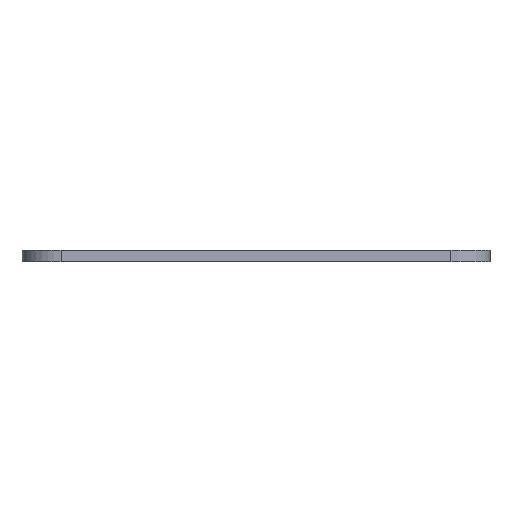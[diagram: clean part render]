
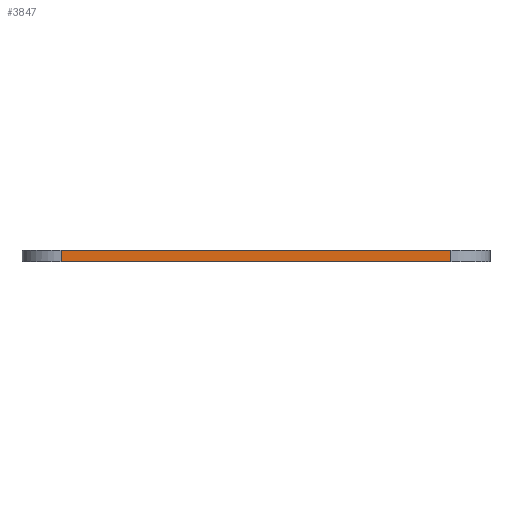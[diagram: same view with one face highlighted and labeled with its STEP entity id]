
A CAD part, front view. The second image highlights one B-rep face of the part: STEP entity #3847.
In plain terms, the highlighted planar face has unit normal (0, -1, 0).
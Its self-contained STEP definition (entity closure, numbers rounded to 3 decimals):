
#164=PLANE('',#4005);
#349=FACE_OUTER_BOUND('',#583,.T.);
#583=EDGE_LOOP('',(#3395,#3396,#3397,#3398));
#845=LINE('',#7411,#1153);
#868=LINE('',#7506,#1176);
#893=LINE('',#7598,#1201);
#894=LINE('',#7600,#1202);
#1153=VECTOR('',#4361,10.);
#1176=VECTOR('',#4442,10.);
#1201=VECTOR('',#4517,10.);
#1202=VECTOR('',#4520,10.);
#1760=VERTEX_POINT('',#7408);
#1761=VERTEX_POINT('',#7410);
#1803=VERTEX_POINT('',#7503);
#1804=VERTEX_POINT('',#7505);
#2288=EDGE_CURVE('',#1760,#1761,#845,.T.);
#2334=EDGE_CURVE('',#1803,#1804,#868,.T.);
#2381=EDGE_CURVE('',#1804,#1760,#893,.T.);
#2382=EDGE_CURVE('',#1761,#1803,#894,.T.);
#3395=ORIENTED_EDGE('',*,*,#2381,.F.);
#3396=ORIENTED_EDGE('',*,*,#2334,.F.);
#3397=ORIENTED_EDGE('',*,*,#2382,.F.);
#3398=ORIENTED_EDGE('',*,*,#2288,.F.);
#3847=ADVANCED_FACE('',(#349),#164,.T.);
#4005=AXIS2_PLACEMENT_3D('',#7599,#4518,#4519);
#4361=DIRECTION('',(1.,0.,0.));
#4442=DIRECTION('',(-1.,0.,0.));
#4517=DIRECTION('',(0.,0.,1.));
#4518=DIRECTION('center_axis',(0.,-1.,0.));
#4519=DIRECTION('ref_axis',(1.,0.,0.));
#4520=DIRECTION('',(0.,0.,-1.));
#7408=CARTESIAN_POINT('',(-5.944,-69.046,1.5));
#7410=CARTESIAN_POINT('',(44.056,-69.046,1.5));
#7411=CARTESIAN_POINT('',(49.056,-69.046,1.5));
#7503=CARTESIAN_POINT('',(44.056,-69.046,0.));
#7505=CARTESIAN_POINT('',(-5.944,-69.046,0.));
#7506=CARTESIAN_POINT('',(49.056,-69.046,0.));
#7598=CARTESIAN_POINT('',(-5.944,-69.046,0.));
#7599=CARTESIAN_POINT('Origin',(-10.944,-69.046,0.));
#7600=CARTESIAN_POINT('',(44.056,-69.046,0.));
